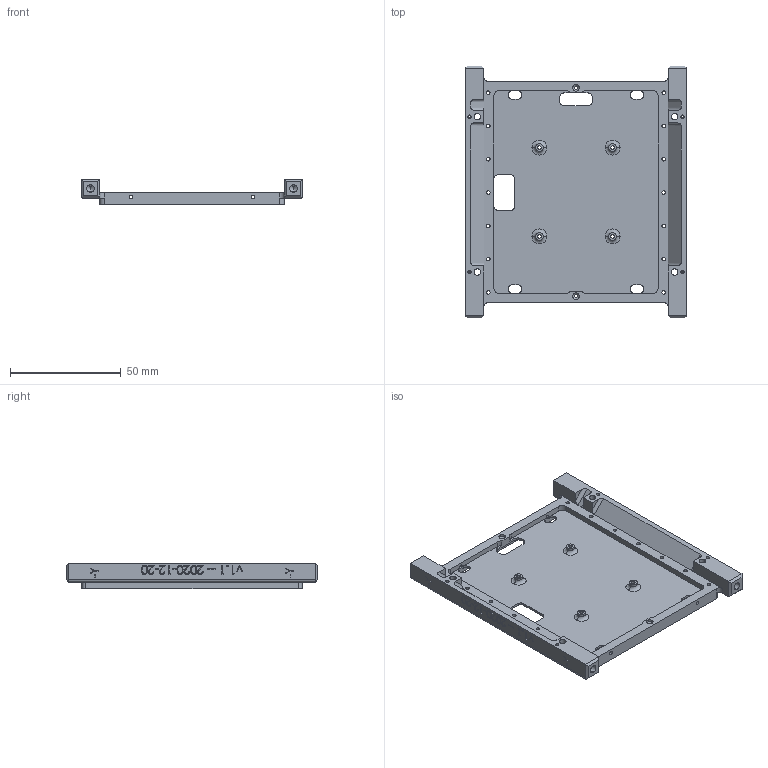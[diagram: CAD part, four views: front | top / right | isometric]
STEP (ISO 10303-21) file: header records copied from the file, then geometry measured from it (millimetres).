
FILE_DESCRIPTION (( 'STEP AP214' ), '1' );
FILE_NAME ('minusX_1UFrame.STEP', '2020-12-20T20:04:36', ( '' ), ( '' ), 'SwSTEP 2.0', 'SolidWorks 2020', '' );
FILE_SCHEMA (( 'AUTOMOTIVE_DESIGN' ));
Length unit declared in the file: millimetre
Products named in the file (1): minusX_1UFrame
Bounding box: 100 x 113.5 x 11.5 mm (x, y, z)
Volume: 29746.6 mm3; surface area: 28562.3 mm2
Topology: 1 solids, 1 shells, 738 faces, 1948 edges, 1272 vertices
Faces by surface type: plane 426, cylinder 178, bspline 110, cone 16, torus 8
Entity records: 35600 total; most frequent: CARTESIAN_POINT 17363, ORIENTED_EDGE 3888, DIRECTION 3176, EDGE_CURVE 1944, VERTEX_POINT 1272, LINE 1214, VECTOR 1214, AXIS2_PLACEMENT_3D 981
